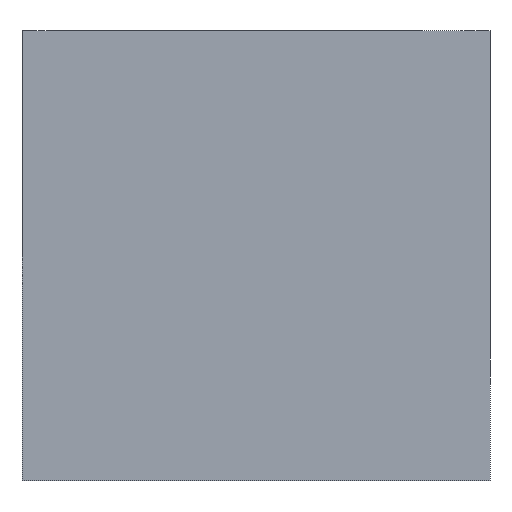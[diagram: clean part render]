
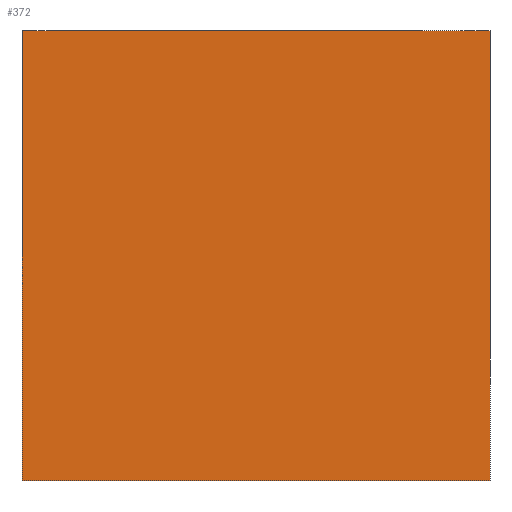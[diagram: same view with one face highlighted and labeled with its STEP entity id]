
A CAD part, front view. The second image highlights one B-rep face of the part: STEP entity #372.
In plain terms, the highlighted planar face has unit normal (0, -1, 0).
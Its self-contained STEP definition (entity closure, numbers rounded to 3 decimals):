
#45 = ORIENTED_EDGE ( 'NONE', *, *, #559, .F. ) ;
#97 = DIRECTION ( 'NONE',  ( -1., 0., 0. ) ) ;
#152 = CARTESIAN_POINT ( 'NONE',  ( 7.8, 0., -7.5 ) ) ;
#176 = CARTESIAN_POINT ( 'NONE',  ( 7.8, 0., 7.5 ) ) ;
#185 = DIRECTION ( 'NONE',  ( 0., 0., -1. ) ) ;
#221 = VERTEX_POINT ( 'NONE', #152 ) ;
#276 = PLANE ( 'NONE',  #1044 ) ;
#300 = LINE ( 'NONE', #176, #458 ) ;
#372 = ADVANCED_FACE ( 'NONE', ( #853 ), #276, .T. ) ;
#429 = CARTESIAN_POINT ( 'NONE',  ( 7.8, 0., 7.5 ) ) ;
#451 = ORIENTED_EDGE ( 'NONE', *, *, #1240, .T. ) ;
#458 = VECTOR ( 'NONE', #1051, 1000. ) ;
#539 = DIRECTION ( 'NONE',  ( -1., 0., 0. ) ) ;
#559 = EDGE_CURVE ( 'NONE', #221, #692, #986, .T. ) ;
#560 = VERTEX_POINT ( 'NONE', #878 ) ;
#609 = CARTESIAN_POINT ( 'NONE',  ( 7.8, 0., 7.5 ) ) ;
#692 = VERTEX_POINT ( 'NONE', #1098 ) ;
#719 = VECTOR ( 'NONE', #97, 1000. ) ;
#723 = EDGE_LOOP ( 'NONE', ( #45, #1084, #873, #451 ) ) ;
#738 = VERTEX_POINT ( 'NONE', #609 ) ;
#764 = EDGE_CURVE ( 'NONE', #738, #560, #1158, .T. ) ;
#803 = VECTOR ( 'NONE', #539, 1000. ) ;
#839 = CARTESIAN_POINT ( 'NONE',  ( -7.8, 0., 7.5 ) ) ;
#853 = FACE_OUTER_BOUND ( 'NONE', #723, .T. ) ;
#873 = ORIENTED_EDGE ( 'NONE', *, *, #764, .T. ) ;
#878 = CARTESIAN_POINT ( 'NONE',  ( -7.8, 0., 7.5 ) ) ;
#930 = EDGE_CURVE ( 'NONE', #738, #221, #300, .T. ) ;
#938 = VECTOR ( 'NONE', #1205, 1000. ) ;
#986 = LINE ( 'NONE', #1191, #719 ) ;
#1044 = AXIS2_PLACEMENT_3D ( 'NONE', #1257, #1249, #185 ) ;
#1051 = DIRECTION ( 'NONE',  ( 0., 0., -1. ) ) ;
#1084 = ORIENTED_EDGE ( 'NONE', *, *, #930, .F. ) ;
#1098 = CARTESIAN_POINT ( 'NONE',  ( -7.8, 0., -7.5 ) ) ;
#1158 = LINE ( 'NONE', #429, #803 ) ;
#1191 = CARTESIAN_POINT ( 'NONE',  ( 7.8, 0., -7.5 ) ) ;
#1204 = LINE ( 'NONE', #839, #938 ) ;
#1205 = DIRECTION ( 'NONE',  ( 0., 0., -1. ) ) ;
#1240 = EDGE_CURVE ( 'NONE', #560, #692, #1204, .T. ) ;
#1249 = DIRECTION ( 'NONE',  ( 0., -1., 0. ) ) ;
#1257 = CARTESIAN_POINT ( 'NONE',  ( 7.8, 0., 7.5 ) ) ;
